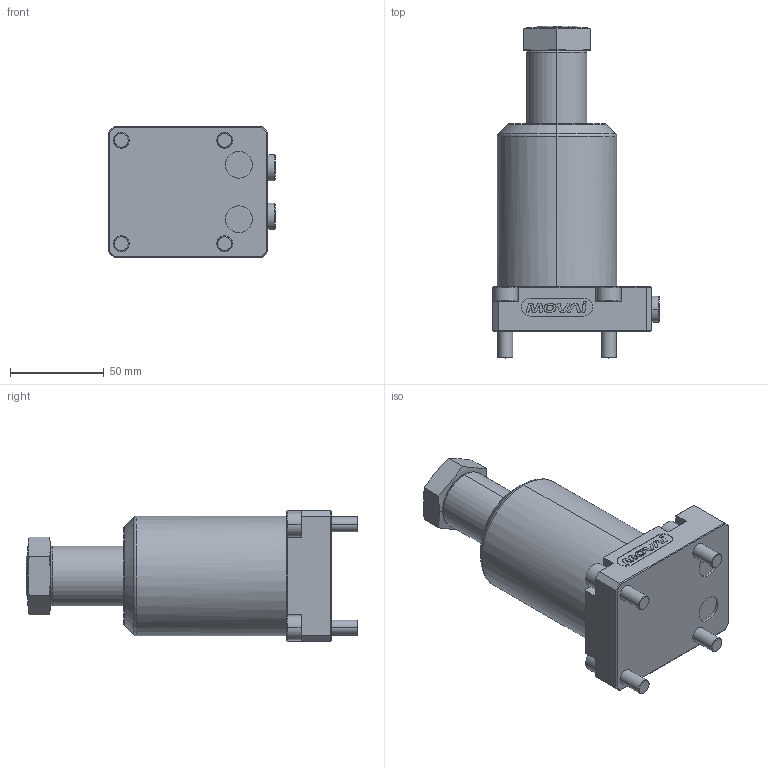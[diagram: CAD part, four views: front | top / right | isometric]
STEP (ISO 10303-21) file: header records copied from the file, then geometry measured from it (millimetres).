
FILE_DESCRIPTION (( 'STEP AP214' ), '1' );
FILE_NAME ('MVI-FI453230-45D.step', '2023-11-02T18:04:31', ( '' ), ( '' ), 'SwSTEP 2.0', 'SolidWorks 2020', '' );
FILE_SCHEMA (( 'AUTOMOTIVE_DESIGN' ));
Length unit declared in the file: millimetre
Products named in the file (1): MVI-FI453230-45D
Bounding box: 89 x 177.05 x 70 mm (x, y, z)
Volume: 435011.9 mm3; surface area: 61392.3 mm2
Topology: 5 solids, 7 shells, 354 faces, 848 edges, 544 vertices
Faces by surface type: plane 184, cylinder 81, bspline 43, cone 32, torus 14
Entity records: 14575 total; most frequent: CARTESIAN_POINT 4942, ORIENTED_EDGE 1696, DIRECTION 1618, EDGE_CURVE 848, AXIS2_PLACEMENT_3D 556, VERTEX_POINT 544, VECTOR 506, LINE 506
